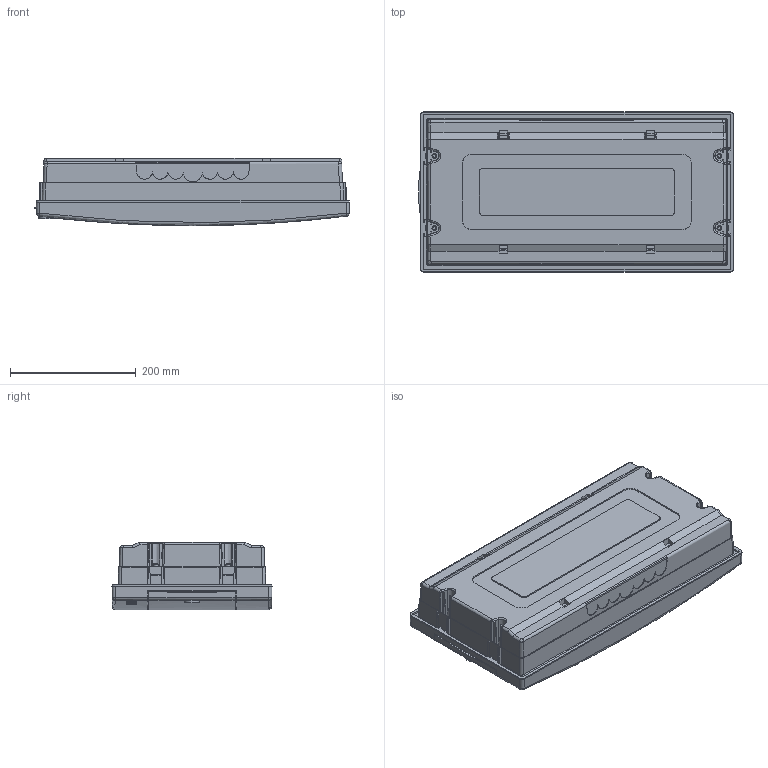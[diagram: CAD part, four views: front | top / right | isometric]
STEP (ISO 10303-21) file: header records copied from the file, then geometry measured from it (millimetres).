
FILE_DESCRIPTION((''),'2;1');
FILE_NAME('U1X24C_ASM','2024-08-28T13:55:27',('klemen.sitar'),('Audax d.o.o.'),'CREO PARAMETRIC BY PTC INC, 2021304','CREO PARAMETRIC BY PTC INC, 2021304','');
FILE_SCHEMA(('AP242_MANAGED_MODEL_BASED_3D_ENGINEERING_MIM_LF { 1 0 10303 442 1 1 4 }'));
Products named in the file (10): NONE; STOCK-KUCISTE_U1X24-C-2; STOCK-KUCISTE_U1X24-C-3; PRT0127_1; PRT0004_1_1_1; PRT0004_1_2_1; PRT0004_1_3_1; ETI_LOGO_13_2X7_71MM_ASM_1_ASM; ECH_ENCLOSURE_LOGO_ASM; U1X24C_ASM
Assembly tree (9 placements, depth 4):
  U1X24C_ASM
    NONE
    STOCK-KUCISTE_U1X24-C-2
    STOCK-KUCISTE_U1X24-C-3
    PRT0127_1
    ECH_ENCLOSURE_LOGO_ASM
      ETI_LOGO_13_2X7_71MM_ASM_1_ASM
        PRT0004_1_1_1
        PRT0004_1_2_1
        PRT0004_1_3_1
Bounding box: 501.77 x 255 x 107.3 mm (x, y, z)
Volume: 734169.3 mm3; surface area: 1054557.5 mm2
Topology: 15 solids, 16 shells, 1835 faces, 5373 edges, 3603 vertices
Faces by surface type: plane 1119, cylinder 403, cone 130, bspline 85, extrusion 56, torus 26, sphere 16
Entity records: 155013 total; most frequent: CARTESIAN_POINT 77079, ORIENTED_EDGE 10430, DIRECTION 9204, PRESENTATION_STYLE_ASSIGNMENT 7199, STYLED_ITEM 7199, CURVE_STYLE 5413, EDGE_CURVE 5357, VERTEX_POINT 3603
